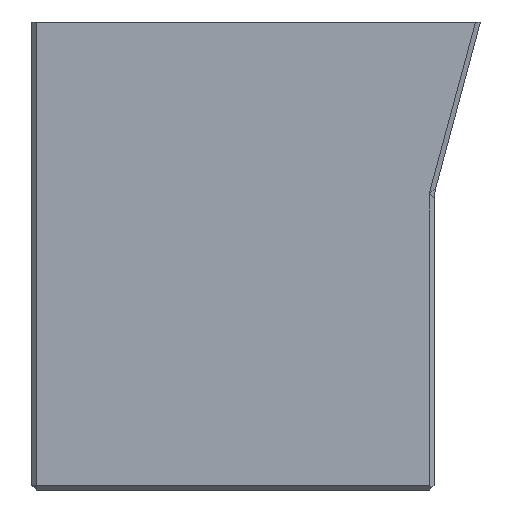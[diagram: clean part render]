
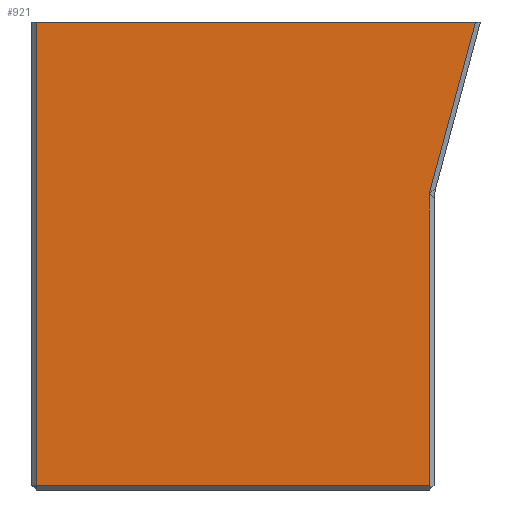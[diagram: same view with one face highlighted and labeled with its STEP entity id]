
A CAD part, front view. The second image highlights one B-rep face of the part: STEP entity #921.
In plain terms, the highlighted planar face has unit normal (0, -1, 0).
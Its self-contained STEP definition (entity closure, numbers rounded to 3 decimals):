
#45=FACE_OUTER_BOUND('',#95,.T.);
#95=EDGE_LOOP('',(#636,#637,#638,#639,#640));
#149=LINE('',#1293,#271);
#153=LINE('',#1301,#275);
#167=LINE('',#1329,#289);
#171=LINE('',#1337,#293);
#172=LINE('',#1338,#294);
#271=VECTOR('',#1047,10.);
#275=VECTOR('',#1053,10.);
#289=VECTOR('',#1077,10.);
#293=VECTOR('',#1083,10.);
#294=VECTOR('',#1084,10.);
#391=VERTEX_POINT('',#1286);
#393=VERTEX_POINT('',#1291);
#396=VERTEX_POINT('',#1300);
#405=VERTEX_POINT('',#1328);
#408=VERTEX_POINT('',#1336);
#475=EDGE_CURVE('',#393,#391,#149,.T.);
#479=EDGE_CURVE('',#391,#396,#153,.T.);
#493=EDGE_CURVE('',#396,#405,#167,.T.);
#497=EDGE_CURVE('',#408,#393,#171,.T.);
#498=EDGE_CURVE('',#405,#408,#172,.T.);
#636=ORIENTED_EDGE('',*,*,#479,.F.);
#637=ORIENTED_EDGE('',*,*,#475,.F.);
#638=ORIENTED_EDGE('',*,*,#497,.F.);
#639=ORIENTED_EDGE('',*,*,#498,.F.);
#640=ORIENTED_EDGE('',*,*,#493,.F.);
#875=PLANE('',#985);
#921=ADVANCED_FACE('',(#45),#875,.T.);
#985=AXIS2_PLACEMENT_3D('',#1335,#1081,#1082);
#1047=DIRECTION('',(-0.26,0.,-0.966));
#1053=DIRECTION('',(0.,0.,-1.));
#1077=DIRECTION('',(-1.,0.,0.));
#1081=DIRECTION('center_axis',(0.,-1.,0.));
#1082=DIRECTION('ref_axis',(1.,0.,0.));
#1083=DIRECTION('',(1.,0.,0.));
#1084=DIRECTION('',(0.,0.,1.));
#1286=CARTESIAN_POINT('',(125.5,-2.,95.198));
#1291=CARTESIAN_POINT('',(140.247,-2.,150.));
#1293=CARTESIAN_POINT('',(116.678,-2.,62.413));
#1300=CARTESIAN_POINT('',(125.5,-2.,1.5));
#1301=CARTESIAN_POINT('',(125.5,-2.,0.));
#1328=CARTESIAN_POINT('',(-0.5,-2.,1.5));
#1329=CARTESIAN_POINT('',(30.25,-2.,1.5));
#1335=CARTESIAN_POINT('Origin',(-2.,-2.,0.));
#1336=CARTESIAN_POINT('',(-0.5,-2.,150.));
#1337=CARTESIAN_POINT('',(-2.,-2.,150.));
#1338=CARTESIAN_POINT('',(-0.5,-2.,0.));
